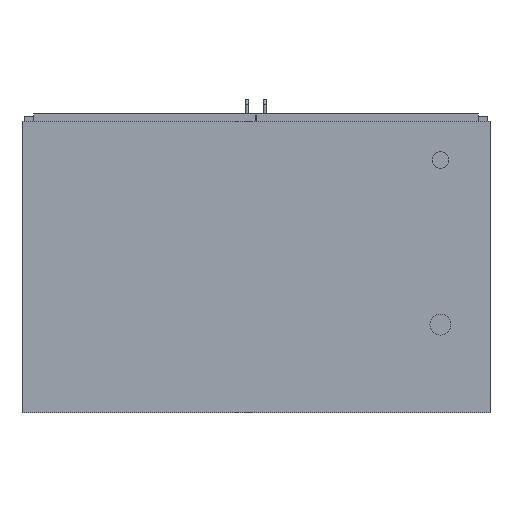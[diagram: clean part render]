
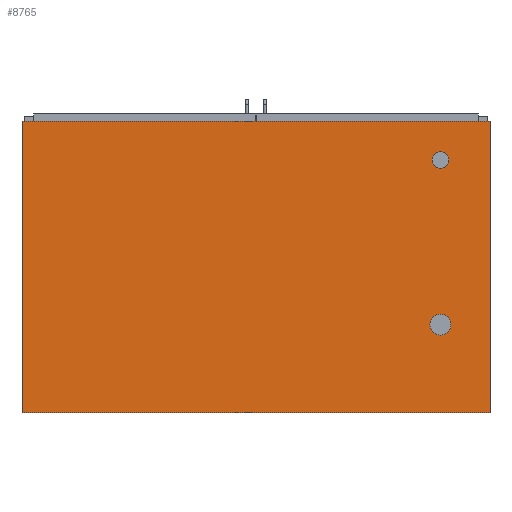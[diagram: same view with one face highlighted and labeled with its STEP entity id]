
A CAD part, front view. The second image highlights one B-rep face of the part: STEP entity #8765.
In plain terms, the highlighted planar face has unit normal (0, -1, 0).
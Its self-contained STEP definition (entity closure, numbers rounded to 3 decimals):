
#86=FACE_BOUND('',#921,.T.);
#87=FACE_BOUND('',#922,.T.);
#106=CIRCLE('',#9367,20.);
#108=CIRCLE('',#9371,25.);
#379=FACE_OUTER_BOUND('',#920,.T.);
#920=EDGE_LOOP('',(#5849,#5850,#5851,#5852));
#921=EDGE_LOOP('',(#5853));
#922=EDGE_LOOP('',(#5854));
#1490=LINE('',#12604,#2602);
#1492=LINE('',#12608,#2604);
#1494=LINE('',#12612,#2606);
#1496=LINE('',#12615,#2608);
#2602=VECTOR('',#10118,10.);
#2604=VECTOR('',#10122,10.);
#2606=VECTOR('',#10126,10.);
#2608=VECTOR('',#10130,10.);
#3692=VERTEX_POINT('',#12555);
#3694=VERTEX_POINT('',#12562);
#3707=VERTEX_POINT('',#12601);
#3708=VERTEX_POINT('',#12603);
#3709=VERTEX_POINT('',#12607);
#3710=VERTEX_POINT('',#12611);
#4529=EDGE_CURVE('',#3692,#3692,#106,.T.);
#4532=EDGE_CURVE('',#3694,#3694,#108,.T.);
#4550=EDGE_CURVE('',#3708,#3707,#1490,.T.);
#4552=EDGE_CURVE('',#3709,#3708,#1492,.T.);
#4554=EDGE_CURVE('',#3710,#3709,#1494,.T.);
#4556=EDGE_CURVE('',#3707,#3710,#1496,.T.);
#5849=ORIENTED_EDGE('',*,*,#4556,.T.);
#5850=ORIENTED_EDGE('',*,*,#4554,.T.);
#5851=ORIENTED_EDGE('',*,*,#4552,.T.);
#5852=ORIENTED_EDGE('',*,*,#4550,.T.);
#5853=ORIENTED_EDGE('',*,*,#4529,.T.);
#5854=ORIENTED_EDGE('',*,*,#4532,.T.);
#8301=PLANE('',#9383);
#8765=ADVANCED_FACE('',(#379,#86,#87),#8301,.T.);
#9367=AXIS2_PLACEMENT_3D('',#12557,#10074,#10075);
#9371=AXIS2_PLACEMENT_3D('',#12564,#10083,#10084);
#9383=AXIS2_PLACEMENT_3D('',#12616,#10131,#10132);
#10074=DIRECTION('center_axis',(0.,1.,0.));
#10075=DIRECTION('ref_axis',(1.,0.,0.));
#10083=DIRECTION('center_axis',(0.,1.,0.));
#10084=DIRECTION('ref_axis',(1.,0.,0.));
#10118=DIRECTION('',(-1.,0.,0.));
#10122=DIRECTION('',(0.,0.,1.));
#10126=DIRECTION('',(1.,0.,0.));
#10130=DIRECTION('',(0.,0.,-1.));
#10131=DIRECTION('center_axis',(0.,-1.,0.));
#10132=DIRECTION('ref_axis',(0.,0.,-1.));
#12555=CARTESIAN_POINT('',(419.5,-370.,254.5));
#12557=CARTESIAN_POINT('Origin',(439.5,-370.,254.5));
#12562=CARTESIAN_POINT('',(414.5,-370.,-137.5));
#12564=CARTESIAN_POINT('Origin',(439.5,-370.,-137.5));
#12601=CARTESIAN_POINT('',(-557.5,-370.,347.5));
#12603=CARTESIAN_POINT('',(557.5,-370.,347.5));
#12604=CARTESIAN_POINT('',(-557.5,-370.,347.5));
#12607=CARTESIAN_POINT('',(557.5,-370.,-347.5));
#12608=CARTESIAN_POINT('',(557.5,-370.,347.5));
#12611=CARTESIAN_POINT('',(-557.5,-370.,-347.5));
#12612=CARTESIAN_POINT('',(557.5,-370.,-347.5));
#12615=CARTESIAN_POINT('',(-557.5,-370.,-347.5));
#12616=CARTESIAN_POINT('Origin',(0.,-370.,0.));
